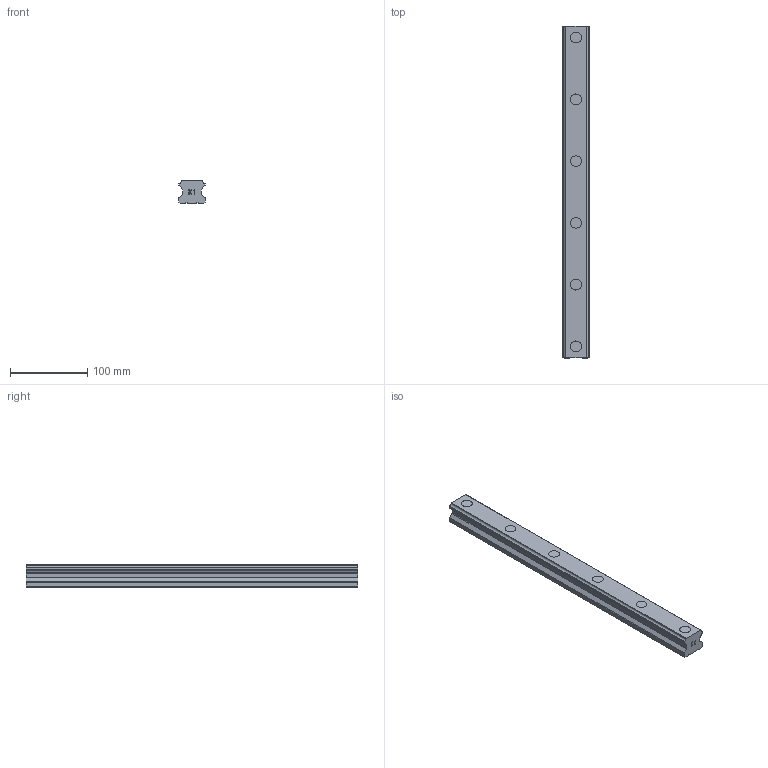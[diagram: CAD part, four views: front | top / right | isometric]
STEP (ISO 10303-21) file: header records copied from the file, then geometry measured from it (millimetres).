
FILE_DESCRIPTION(('STEP AP214'),'1');
FILE_NAME('cctmp_33F62AB7-522D-4633-85A4-EA1CF65F1C95_2020_7_1_10_50_53_496..stp','2020-07-01T08:50:53',('HIWIN GmbH'),('CADClick - www.CADClick.com'),'Spatial InterOp 3D',' ','unknown authorization');
FILE_SCHEMA(('AUTOMOTIVE_DESIGN'));
Length unit declared in the file: millimetre
Products named in the file (1): HGR35R430H_FILE
Bounding box: 34 x 430 x 29 mm (x, y, z)
Volume: 349675 mm3; surface area: 64442.3 mm2
Topology: 1 solids, 1 shells, 169 faces, 435 edges, 290 vertices
Faces by surface type: plane 111, cylinder 58
Entity records: 6521 total; most frequent: CARTESIAN_POINT 895, DIRECTION 891, ORIENTED_EDGE 870, EDGE_CURVE 435, LINE 319, VECTOR 319, VERTEX_POINT 290, AXIS2_PLACEMENT_3D 286
